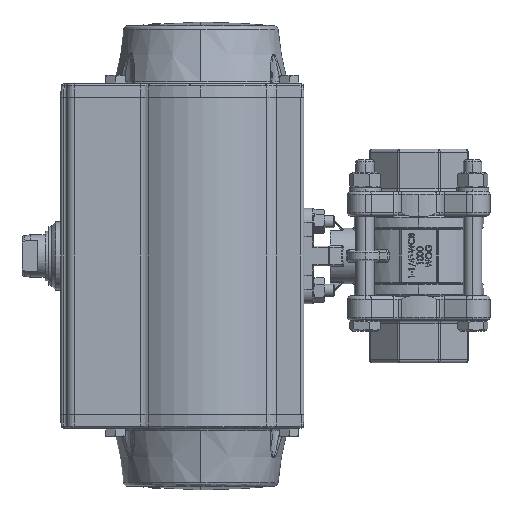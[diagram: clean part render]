
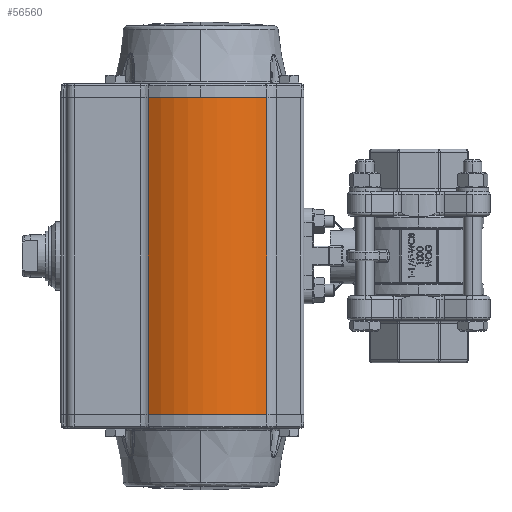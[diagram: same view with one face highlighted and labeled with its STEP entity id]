
A CAD part, left-side view. The second image highlights one B-rep face of the part: STEP entity #56560.
In plain terms, the highlighted cylindrical face has radius 47.5 mm (diameter 95 mm), a partial arc.
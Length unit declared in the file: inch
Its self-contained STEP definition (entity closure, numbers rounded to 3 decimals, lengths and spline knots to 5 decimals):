
#5897 = EDGE_CURVE ( 'NONE', #87271, #36407, #81057, .T. ) ;
#7086 = VECTOR ( 'NONE', #49335, 39.37008 ) ;
#8560 = CARTESIAN_POINT ( 'NONE',  ( 0., 4.41661, -3.20866 ) ) ;
#11130 = AXIS2_PLACEMENT_3D ( 'NONE', #59235, #16860, #66357 ) ;
#12351 = DIRECTION ( 'NONE',  ( 0., 0., -1. ) ) ;
#12432 = AXIS2_PLACEMENT_3D ( 'NONE', #54769, #12351, #61878 ) ;
#12516 = CYLINDRICAL_SURFACE ( 'NONE', #76688, 1.87008 ) ;
#16860 = DIRECTION ( 'NONE',  ( 0., 0., 1. ) ) ;
#19199 = ORIENTED_EDGE ( 'NONE', *, *, #26353, .T. ) ;
#20940 = DIRECTION ( 'NONE',  ( 0., 0., -1. ) ) ;
#21808 = CARTESIAN_POINT ( 'NONE',  ( -1.30391, 3.07609, -3.20866 ) ) ;
#26353 = EDGE_CURVE ( 'NONE', #87883, #74551, #91792, .T. ) ;
#33335 = EDGE_CURVE ( 'NONE', #74551, #87271, #46945, .T. ) ;
#36407 = VERTEX_POINT ( 'NONE', #59401 ) ;
#46945 = LINE ( 'NONE', #21808, #7086 ) ;
#49335 = DIRECTION ( 'NONE',  ( 0., 0., 1. ) ) ;
#51919 = LINE ( 'NONE', #63315, #91725 ) ;
#54769 = CARTESIAN_POINT ( 'NONE',  ( 0., 4.41661, 3.20866 ) ) ;
#56560 = ADVANCED_FACE ( 'NONE', ( #69046 ), #12516, .T. ) ;
#57465 = DIRECTION ( 'NONE',  ( 0., 0., 1. ) ) ;
#58078 = DIRECTION ( 'NONE',  ( 0., -1., 0. ) ) ;
#58935 = ORIENTED_EDGE ( 'NONE', *, *, #88598, .T. ) ;
#59235 = CARTESIAN_POINT ( 'NONE',  ( 0., 4.41661, -3.20866 ) ) ;
#59401 = CARTESIAN_POINT ( 'NONE',  ( -1.53724, 5.48155, 3.20866 ) ) ;
#61878 = DIRECTION ( 'NONE',  ( 0., -1., 0. ) ) ;
#63315 = CARTESIAN_POINT ( 'NONE',  ( -1.53724, 5.48155, -3.20866 ) ) ;
#66357 = DIRECTION ( 'NONE',  ( 0., -1., 0. ) ) ;
#69046 = FACE_OUTER_BOUND ( 'NONE', #81086, .T. ) ;
#69356 = CARTESIAN_POINT ( 'NONE',  ( -1.30391, 3.07609, -3.20866 ) ) ;
#74436 = ORIENTED_EDGE ( 'NONE', *, *, #33335, .T. ) ;
#74551 = VERTEX_POINT ( 'NONE', #69356 ) ;
#75912 = CARTESIAN_POINT ( 'NONE',  ( -1.30391, 3.07609, 3.20866 ) ) ;
#76688 = AXIS2_PLACEMENT_3D ( 'NONE', #8560, #57465, #58078 ) ;
#78762 = ORIENTED_EDGE ( 'NONE', *, *, #5897, .T. ) ;
#81057 = CIRCLE ( 'NONE', #12432, 1.87008 ) ;
#81086 = EDGE_LOOP ( 'NONE', ( #19199, #74436, #78762, #58935 ) ) ;
#87271 = VERTEX_POINT ( 'NONE', #75912 ) ;
#87883 = VERTEX_POINT ( 'NONE', #89480 ) ;
#88598 = EDGE_CURVE ( 'NONE', #36407, #87883, #51919, .T. ) ;
#89480 = CARTESIAN_POINT ( 'NONE',  ( -1.53724, 5.48155, -3.20866 ) ) ;
#91725 = VECTOR ( 'NONE', #20940, 39.37008 ) ;
#91792 = CIRCLE ( 'NONE', #11130, 1.87008 ) ;
